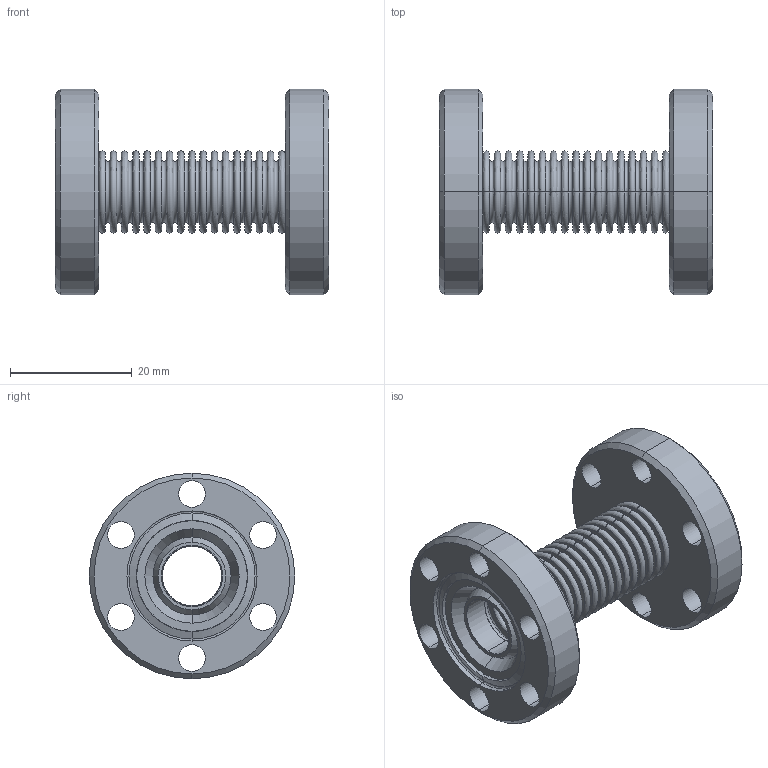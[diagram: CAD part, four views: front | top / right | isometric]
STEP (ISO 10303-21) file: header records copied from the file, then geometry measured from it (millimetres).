
FILE_DESCRIPTION( (''), '2;1');
FILE_NAME ('CAD716.6284.CF034_25774.stp','2017-05-12T14:08:51',(''),(''),'spGate 12.6.6','','');
FILE_SCHEMA (('AUTOMOTIVE_DESIGN'));
Length unit declared in the file: millimetre
Products named in the file (4): Assembly; CF34-1; CF34-2; CF34-3
Assembly tree (3 placements, depth 2):
  Assembly
    CF34-1
    CF34-2
    CF34-3
Bounding box: 45 x 33.8 x 33.8 mm (x, y, z)
Volume: 9911.1 mm3; surface area: 12334.8 mm2
Topology: 3 solids, 3 shells, 294 faces, 624 edges, 408 vertices
Faces by surface type: bspline 172, plane 78, cylinder 44
Entity records: 16812 total; most frequent: CARTESIAN_POINT 5738, ORIENTED_EDGE 1248, DIRECTION 1076, COLOUR_RGB 921, PRESENTATION_STYLE_ASSIGNMENT 921, STYLED_ITEM 921, EDGE_CURVE 624, DRAUGHTING_PRE_DEFINED_CURVE_FONT 624
